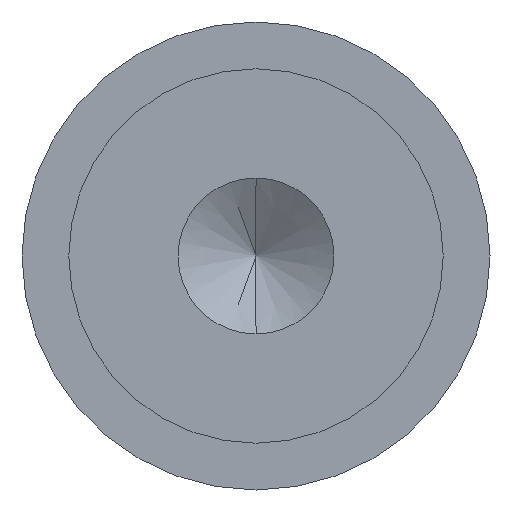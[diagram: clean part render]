
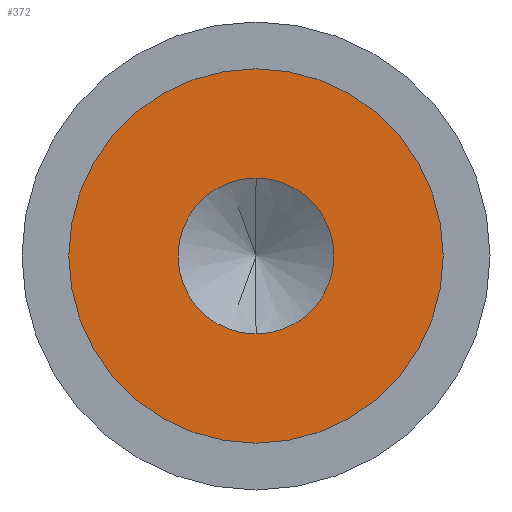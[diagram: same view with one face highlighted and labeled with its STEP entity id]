
A CAD part, front view. The second image highlights one B-rep face of the part: STEP entity #372.
In plain terms, the highlighted planar face has unit normal (0, -1, 0).
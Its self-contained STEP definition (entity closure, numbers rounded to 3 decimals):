
#4 = CARTESIAN_POINT ( 'NONE',  ( 0., -20.5, 3. ) ) ;
#10 = AXIS2_PLACEMENT_3D ( 'NONE', #520, #269, #305 ) ;
#26 = DIRECTION ( 'NONE',  ( 0., 1., 0. ) ) ;
#48 = DIRECTION ( 'NONE',  ( 0., -1., 0. ) ) ;
#55 = CIRCLE ( 'NONE', #508, 3. ) ;
#83 = EDGE_CURVE ( 'NONE', #154, #283, #299, .T. ) ;
#90 = EDGE_CURVE ( 'NONE', #283, #154, #357, .T. ) ;
#92 = DIRECTION ( 'NONE',  ( 0., 0., -1. ) ) ;
#112 = FACE_BOUND ( 'NONE', #132, .T. ) ;
#124 = PLANE ( 'NONE',  #10 ) ;
#132 = EDGE_LOOP ( 'NONE', ( #336, #276 ) ) ;
#133 = DIRECTION ( 'NONE',  ( 0., 0., -1. ) ) ;
#137 = FACE_OUTER_BOUND ( 'NONE', #515, .T. ) ;
#154 = VERTEX_POINT ( 'NONE', #456 ) ;
#158 = CARTESIAN_POINT ( 'NONE',  ( 0., -20.5, -1.25 ) ) ;
#184 = CARTESIAN_POINT ( 'NONE',  ( 0., -20.5, -3. ) ) ;
#234 = CARTESIAN_POINT ( 'NONE',  ( 0., -20.5, 0. ) ) ;
#251 = EDGE_CURVE ( 'NONE', #538, #528, #55, .T. ) ;
#269 = DIRECTION ( 'NONE',  ( 0., 1., 0. ) ) ;
#273 = AXIS2_PLACEMENT_3D ( 'NONE', #321, #48, #133 ) ;
#276 = ORIENTED_EDGE ( 'NONE', *, *, #83, .F. ) ;
#279 = DIRECTION ( 'NONE',  ( 0., 1., 0. ) ) ;
#283 = VERTEX_POINT ( 'NONE', #158 ) ;
#292 = CIRCLE ( 'NONE', #541, 3. ) ;
#299 = CIRCLE ( 'NONE', #273, 1.25 ) ;
#305 = DIRECTION ( 'NONE',  ( 0., 0., 1. ) ) ;
#315 = ORIENTED_EDGE ( 'NONE', *, *, #251, .F. ) ;
#321 = CARTESIAN_POINT ( 'NONE',  ( 0., -20.5, 0. ) ) ;
#336 = ORIENTED_EDGE ( 'NONE', *, *, #90, .F. ) ;
#342 = CARTESIAN_POINT ( 'NONE',  ( 0., -20.5, 0. ) ) ;
#357 = CIRCLE ( 'NONE', #468, 1.25 ) ;
#372 = ADVANCED_FACE ( 'NONE', ( #112, #137 ), #124, .F. ) ;
#394 = CARTESIAN_POINT ( 'NONE',  ( 0., -20.5, 0. ) ) ;
#400 = DIRECTION ( 'NONE',  ( 0., -1., 0. ) ) ;
#416 = ORIENTED_EDGE ( 'NONE', *, *, #535, .F. ) ;
#456 = CARTESIAN_POINT ( 'NONE',  ( 0., -20.5, 1.25 ) ) ;
#468 = AXIS2_PLACEMENT_3D ( 'NONE', #234, #400, #92 ) ;
#470 = DIRECTION ( 'NONE',  ( 0., 0., 1. ) ) ;
#508 = AXIS2_PLACEMENT_3D ( 'NONE', #342, #26, #470 ) ;
#515 = EDGE_LOOP ( 'NONE', ( #315, #416 ) ) ;
#520 = CARTESIAN_POINT ( 'NONE',  ( 0., -20.5, 0. ) ) ;
#528 = VERTEX_POINT ( 'NONE', #184 ) ;
#531 = DIRECTION ( 'NONE',  ( 0., 0., 1. ) ) ;
#535 = EDGE_CURVE ( 'NONE', #528, #538, #292, .T. ) ;
#538 = VERTEX_POINT ( 'NONE', #4 ) ;
#541 = AXIS2_PLACEMENT_3D ( 'NONE', #394, #279, #531 ) ;
